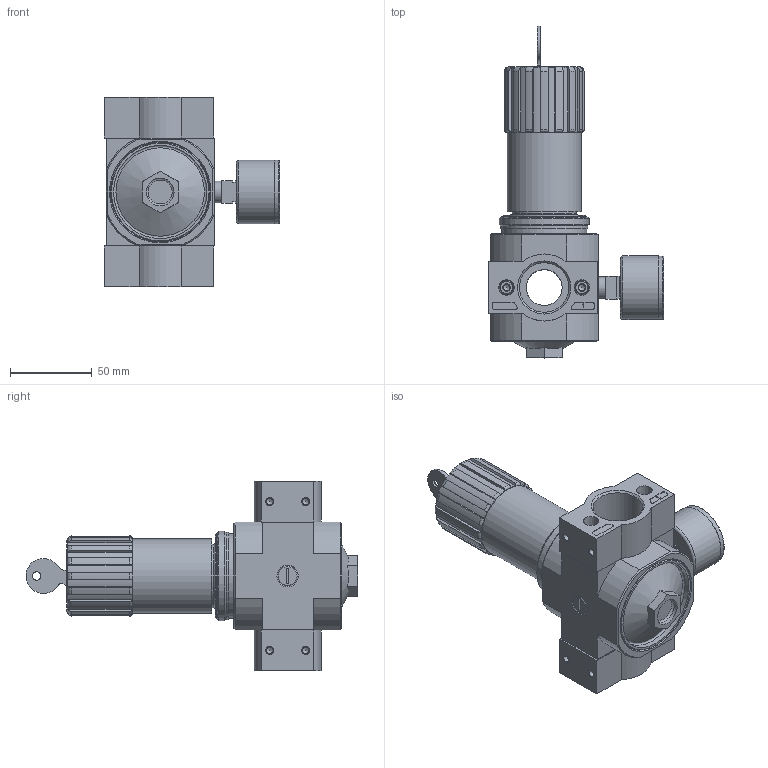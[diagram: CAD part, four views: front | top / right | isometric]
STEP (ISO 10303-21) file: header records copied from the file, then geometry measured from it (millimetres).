
FILE_DESCRIPTION(/* description */ ('STEP AP214'),/* implementation_level */ '2;1');
FILE_NAME(/* name */ '194680_LRS-1-D-7-DI-MAXI',/* time_stamp */ '2024-09-05T00:24:28+02:00',/* author */ ('License CC BY-ND 4.0'),/* organization */ ('CADENAS'),/* preprocessor_version */ 'ST-DEVELOPER v19.3',/* originating_system */ 'PARTsolutions',/* authorisation */ ' ');
FILE_SCHEMA (('AUTOMOTIVE_DESIGN {1 0 10303 214 3 1 1}'));
Length unit declared in the file: millimetre
Products named in the file (8): 194680 LRS-1-D-7-DI-MAXI; 646264 LRS-D-7-DI-MAXI; 8003638 PAGN-40-10-G14; 380315 PBL-1-D-MAXI-R---(0) p1; DIN-912 - M5x20(F); 380313 PBL-1-D-MAXI-L---(1) p1; 398012 LRVS-D-MINI; 373846 LR-MIDI
Assembly tree (10 placements, depth 2):
  194680 LRS-1-D-7-DI-MAXI
    646264 LRS-D-7-DI-MAXI
    8003638 PAGN-40-10-G14
    380315 PBL-1-D-MAXI-R---(0) p1
    DIN-912 - M5x20(F)  x4
    380313 PBL-1-D-MAXI-L---(1) p1
    398012 LRVS-D-MINI
    373846 LR-MIDI
Bounding box: 107.1 x 203 x 116 mm (x, y, z)
Volume: 528593.5 mm3; surface area: 89643.9 mm2
Topology: 10 solids, 10 shells, 478 faces, 1071 edges, 653 vertices
Faces by surface type: plane 226, cylinder 121, cone 99, torus 32
Full cylindrical faces by diameter (mm): 4.134 x8, 5 x4, 5.1 x1, 5.8 x1, 6.3 x1, 8.5 x4, 8.7 x1, 9.6 x1, 11 x1, 11.2 x1, 11.445 x2, 13.157 x2, 17 x1, 18.7 x1, 22 x3, 30 x2, 30.291 x2, 38.7 x1, 39 x2, 40 x1, 45.3 x1, 50.2 x1, 50.376 x1, 52 x1, 53.5 x1, 54.8 x1, 57 x1
Entity records: 12292 total; most frequent: CARTESIAN_POINT 2117, DIRECTION 1831, ORIENTED_EDGE 1566, EDGE_CURVE 783, AXIS2_PLACEMENT_3D 737, FACE_BOUND 572, EDGE_LOOP 563, VERTEX_POINT 559
